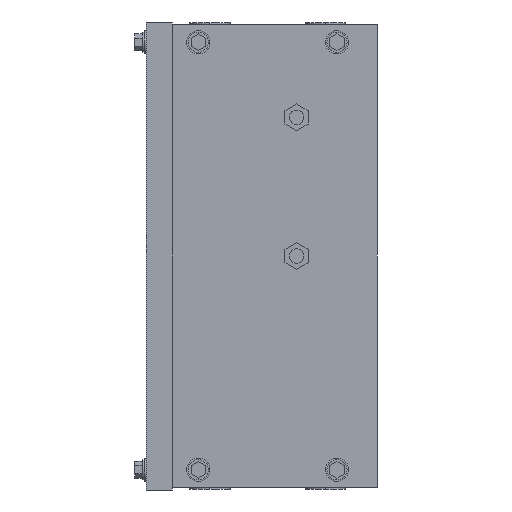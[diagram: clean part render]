
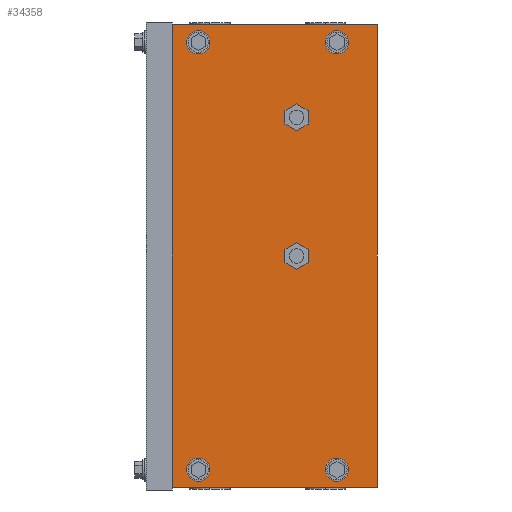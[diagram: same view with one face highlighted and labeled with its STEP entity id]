
A CAD part, left-side view. The second image highlights one B-rep face of the part: STEP entity #34358.
In plain terms, the highlighted planar face has unit normal (-1, 0, 0).
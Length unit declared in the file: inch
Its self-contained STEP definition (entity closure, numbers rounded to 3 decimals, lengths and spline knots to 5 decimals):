
#2748 = EDGE_CURVE ( 'NONE', #24146, #37507, #40988, .T. ) ;
#5743 = EDGE_CURVE ( 'NONE', #24146, #39262, #24123, .T. ) ;
#7520 = FACE_OUTER_BOUND ( 'NONE', #44259, .T. ) ;
#7619 = DIRECTION ( 'NONE',  ( 0., -1., 0. ) ) ;
#7849 = CARTESIAN_POINT ( 'NONE',  ( -9.5, 4.4375, 5. ) ) ;
#8520 = DIRECTION ( 'NONE',  ( 0., -1., 0. ) ) ;
#9147 = ORIENTED_EDGE ( 'NONE', *, *, #2748, .F. ) ;
#10333 = AXIS2_PLACEMENT_3D ( 'NONE', #22376, #44770, #11423 ) ;
#11423 = DIRECTION ( 'NONE',  ( 0., 0., 1. ) ) ;
#13376 = EDGE_CURVE ( 'NONE', #37507, #26149, #14982, .T. ) ;
#14982 = LINE ( 'NONE', #41031, #21782 ) ;
#15171 = CARTESIAN_POINT ( 'NONE',  ( -9.5, 0., -5. ) ) ;
#16813 = CARTESIAN_POINT ( 'NONE',  ( -9.5, 4.4375, -5. ) ) ;
#21558 = ORIENTED_EDGE ( 'NONE', *, *, #30786, .T. ) ;
#21782 = VECTOR ( 'NONE', #33718, 39.37008 ) ;
#22376 = CARTESIAN_POINT ( 'NONE',  ( -9.5, 4.4375, -5. ) ) ;
#22842 = VECTOR ( 'NONE', #34818, 39.37008 ) ;
#24123 = LINE ( 'NONE', #16813, #22842 ) ;
#24146 = VERTEX_POINT ( 'NONE', #32485 ) ;
#26149 = VERTEX_POINT ( 'NONE', #15171 ) ;
#26260 = PLANE ( 'NONE',  #10333 ) ;
#27820 = VECTOR ( 'NONE', #7619, 39.37008 ) ;
#28175 = ORIENTED_EDGE ( 'NONE', *, *, #5743, .T. ) ;
#30786 = EDGE_CURVE ( 'NONE', #39262, #26149, #45777, .T. ) ;
#32485 = CARTESIAN_POINT ( 'NONE',  ( -9.5, 4.4375, 5. ) ) ;
#33314 = VECTOR ( 'NONE', #8520, 39.37008 ) ;
#33427 = ORIENTED_EDGE ( 'NONE', *, *, #13376, .F. ) ;
#33718 = DIRECTION ( 'NONE',  ( 0., 0., -1. ) ) ;
#34358 = ADVANCED_FACE ( 'NONE', ( #7520 ), #26260, .T. ) ;
#34818 = DIRECTION ( 'NONE',  ( 0., 0., -1. ) ) ;
#37507 = VERTEX_POINT ( 'NONE', #39335 ) ;
#38229 = CARTESIAN_POINT ( 'NONE',  ( -9.5, 4.4375, -5. ) ) ;
#39262 = VERTEX_POINT ( 'NONE', #42504 ) ;
#39335 = CARTESIAN_POINT ( 'NONE',  ( -9.5, 0., 5. ) ) ;
#40988 = LINE ( 'NONE', #7849, #27820 ) ;
#41031 = CARTESIAN_POINT ( 'NONE',  ( -9.5, 0., -5. ) ) ;
#42504 = CARTESIAN_POINT ( 'NONE',  ( -9.5, 4.4375, -5. ) ) ;
#44259 = EDGE_LOOP ( 'NONE', ( #33427, #9147, #28175, #21558 ) ) ;
#44770 = DIRECTION ( 'NONE',  ( -1., 0., 0. ) ) ;
#45777 = LINE ( 'NONE', #38229, #33314 ) ;
